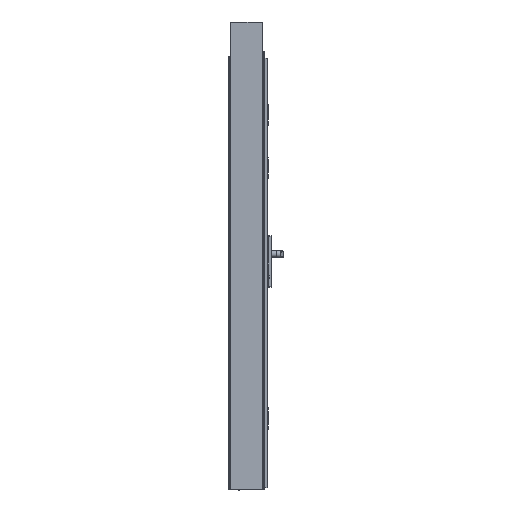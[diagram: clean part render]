
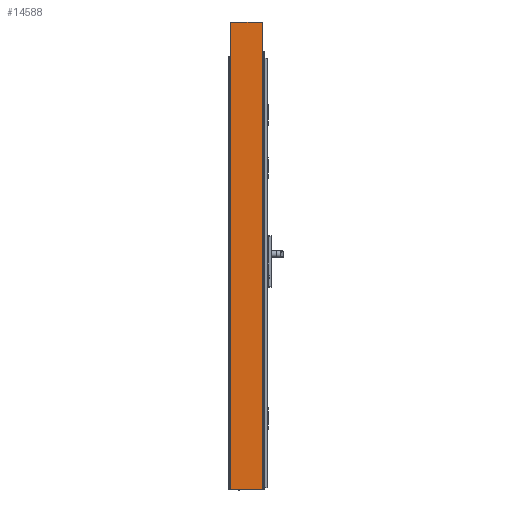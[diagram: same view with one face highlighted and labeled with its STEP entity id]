
A CAD part, left-side view. The second image highlights one B-rep face of the part: STEP entity #14588.
In plain terms, the highlighted planar face has unit normal (-1, 0, 0).
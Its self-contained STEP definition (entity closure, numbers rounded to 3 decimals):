
#14588=ADVANCED_FACE('',(#24578),#21383,.T.);
#21383=PLANE('',#117759);
#24578=FACE_OUTER_BOUND('',#30318,.T.);
#30318=EDGE_LOOP('',(#38469,#38470,#38471,#38472));
#38469=ORIENTED_EDGE('',*,*,#81668,.T.);
#38470=ORIENTED_EDGE('',*,*,#81667,.T.);
#38471=ORIENTED_EDGE('',*,*,#81669,.F.);
#38472=ORIENTED_EDGE('',*,*,#81647,.T.);
#70871=VERTEX_POINT('',#157906);
#70873=VERTEX_POINT('',#157909);
#70885=VERTEX_POINT('',#157945);
#70886=VERTEX_POINT('',#157947);
#81647=EDGE_CURVE('',#70873,#70871,#97862,.T.);
#81667=EDGE_CURVE('',#70885,#70886,#97882,.T.);
#81668=EDGE_CURVE('',#70871,#70885,#97883,.T.);
#81669=EDGE_CURVE('',#70873,#70886,#97884,.T.);
#97862=LINE('',#157908,#107692);
#97882=LINE('',#157948,#107712);
#97883=LINE('',#157950,#107713);
#97884=LINE('',#157951,#107714);
#107692=VECTOR('',#127785,1.);
#107712=VECTOR('',#127817,1.);
#107713=VECTOR('',#127820,1.);
#107714=VECTOR('',#127821,1.);
#117759=AXIS2_PLACEMENT_3D('',#157952,#127822,#127823);
#127785=DIRECTION('',(0.,-1.,0.));
#127817=DIRECTION('',(0.,1.,0.));
#127820=DIRECTION('',(0.,0.,1.));
#127821=DIRECTION('',(0.,0.,1.));
#127822=DIRECTION('',(-1.,0.,0.));
#127823=DIRECTION('',(0.,0.,1.));
#157906=CARTESIAN_POINT('',(-492.5,-15.,-7.75));
#157908=CARTESIAN_POINT('',(-492.5,135.,-7.75));
#157909=CARTESIAN_POINT('',(-492.5,135.,-7.75));
#157945=CARTESIAN_POINT('',(-492.5,-15.,2200.25));
#157947=CARTESIAN_POINT('',(-492.5,135.,2200.25));
#157948=CARTESIAN_POINT('',(-492.5,135.,2200.25));
#157950=CARTESIAN_POINT('',(-492.5,-15.,2200.25));
#157951=CARTESIAN_POINT('',(-492.5,135.,2200.25));
#157952=CARTESIAN_POINT('',(-492.5,135.,2200.25));
